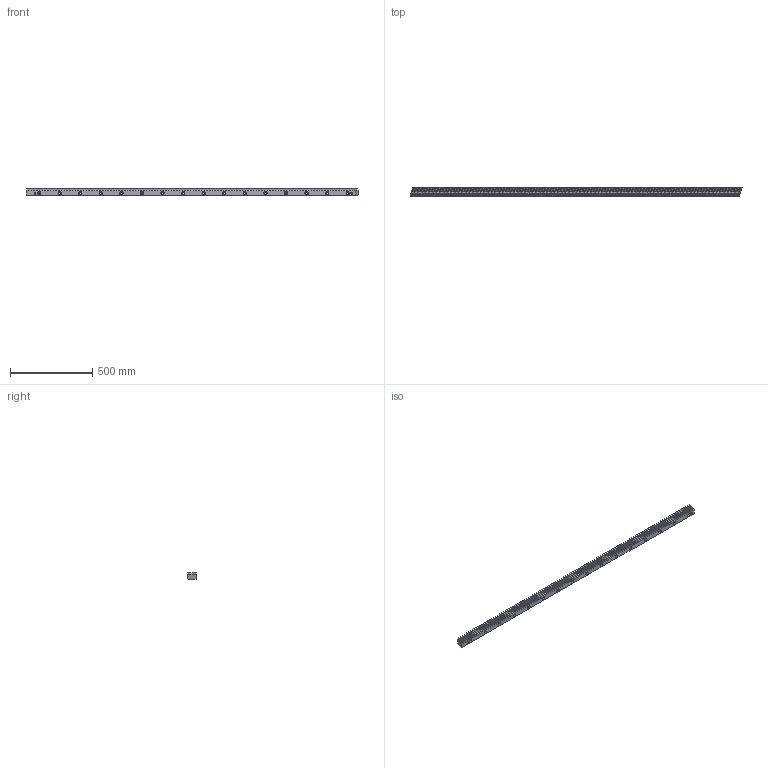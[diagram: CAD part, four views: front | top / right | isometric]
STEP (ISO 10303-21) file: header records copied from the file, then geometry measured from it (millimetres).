
FILE_DESCRIPTION(('STEP AP214'),'1');
FILE_NAME('143-050-420.stp','2017-10-09T08:05:10',('TraceParts'),('TraceParts S.A.'),'Spatial InterOp 3D',' ',' ');
FILE_SCHEMA(('automotive_design'));
Length unit declared in the file: millimetre
Products named in the file (1): 143-050-420
Bounding box: 2016.51 x 49 x 39 mm (x, y, z)
Volume: 3132957.1 mm3; surface area: 466149.9 mm2
Topology: 1 solids, 1 shells, 571 faces, 1659 edges, 1106 vertices
Faces by surface type: plane 503, cylinder 68
Entity records: 23234 total; most frequent: CARTESIAN_POINT 3337, ORIENTED_EDGE 3318, DIRECTION 2939, EDGE_CURVE 1659, LINE 1523, VECTOR 1523, VERTEX_POINT 1106, AXIS2_PLACEMENT_3D 708
